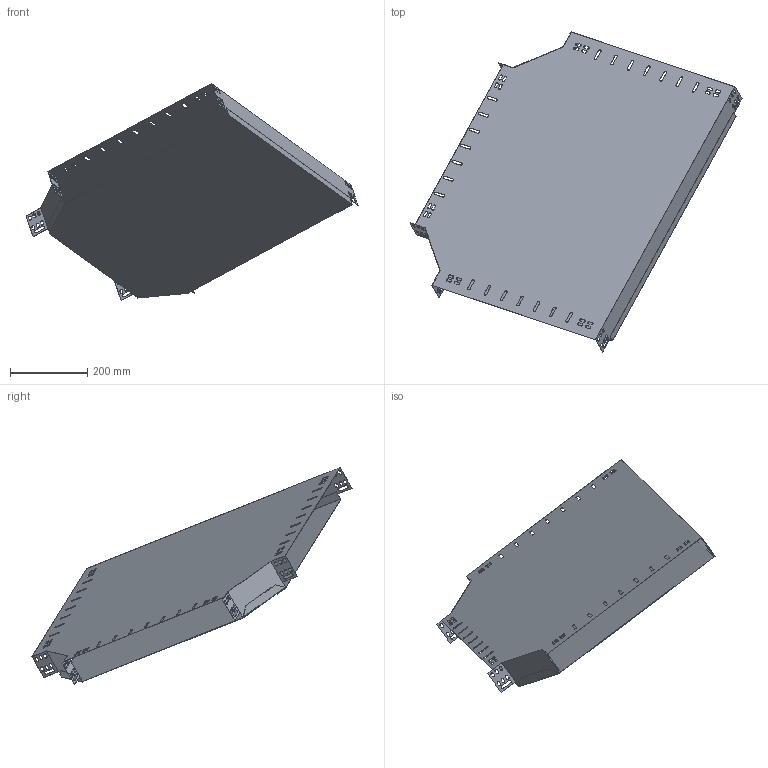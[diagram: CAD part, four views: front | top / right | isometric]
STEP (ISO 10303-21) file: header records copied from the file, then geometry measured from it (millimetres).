
FILE_DESCRIPTION (( 'STEP AP203' ), '1' );
FILE_NAME ('CLP1T-080-500-M-HDZ Ðàçâåòâèòåëü Ò-îáðàçíûé 80õ500 IEK HDZ.STEP', '2016-02-24T11:34:51', ( '' ), ( '' ), 'SwSTEP 2.0', 'SolidWorks 2014', '' );
FILE_SCHEMA (( 'CONFIG_CONTROL_DESIGN' ));
Length unit declared in the file: millimetre
Products named in the file (1): CLP1T-080-500-M-HDZ Ðàçâåòâèòåëü Ò-îáðàçíûé 80õ500 IEK HDZ
Bounding box: 858.52 x 828.62 x 561.31 mm (x, y, z)
Volume: 791888.8 mm3; surface area: 1987522.1 mm2
Topology: 2 solids, 2 shells, 416 faces, 1226 edges, 814 vertices
Faces by surface type: plane 242, cylinder 174
Entity records: 14321 total; most frequent: CARTESIAN_POINT 2457, ORIENTED_EDGE 2452, DIRECTION 2408, EDGE_CURVE 1226, LINE 878, VECTOR 878, VERTEX_POINT 814, AXIS2_PLACEMENT_3D 765
